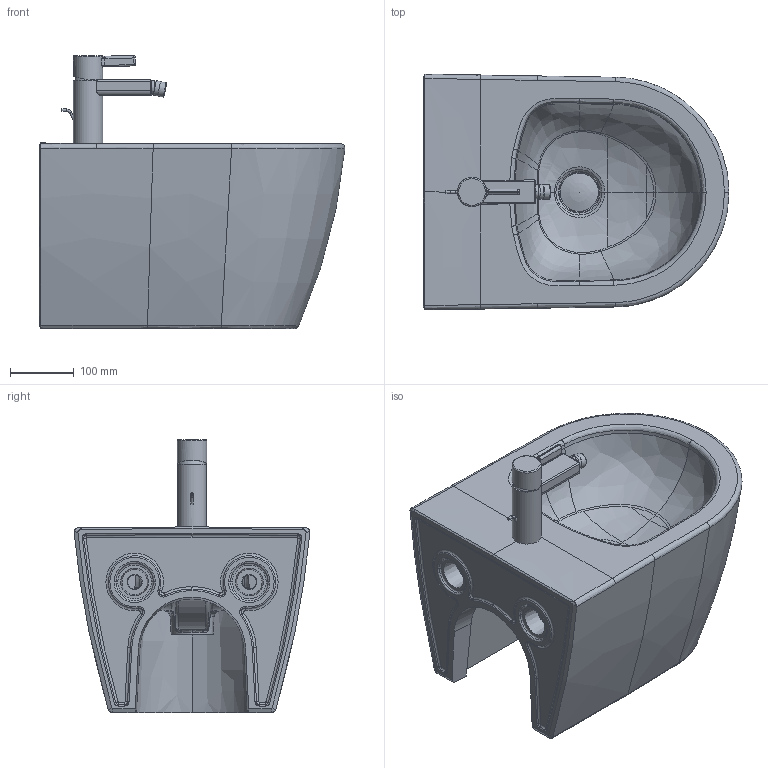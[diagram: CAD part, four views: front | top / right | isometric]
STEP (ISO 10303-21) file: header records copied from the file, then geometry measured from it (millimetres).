
FILE_DESCRIPTION((''),'2;1');
FILE_NAME('229015.stp','2015-09-25T19:09:20',('Administrator'),(''),'Autodesk Inventor 2011','Autodesk Inventor 2011','');
FILE_SCHEMA(('CONFIG_CONTROL_DESIGN'));
Length unit declared in the file: millimetre
Products named in the file (11): 229015; Armatur Durastyle Bidet; Fassung Sieb; Griff; Gehäuse Bidet; Hebel_Ventil; Kugel; Gleitring; Kelch; Stopfen
Assembly tree (10 placements, depth 3):
  229015
    229015
    Armatur Durastyle Bidet
      Fassung Sieb
      Griff
      Gehäuse Bidet
      Hebel_Ventil
      Kugel
      Gleitring
    Kelch
    Stopfen
Bounding box: 480.13 x 370.23 x 428.82 mm (x, y, z)
Volume: 20142445.6 mm3; surface area: 1009313.1 mm2
Topology: 8 solids, 10 shells, 517 faces, 1262 edges, 756 vertices
Faces by surface type: bspline 259, cylinder 100, plane 94, torus 39, sphere 18, cone 7
Full cylindrical faces by diameter (mm): 4 x2, 20.15 x1, 21.15 x1, 21.334 x1, 23.15 x1, 25 x1, 36 x1, 42 x1, 44 x1, 46 x3, 46.241 x1, 60 x1
Entity records: 68711 total; most frequent: CARTESIAN_POINT 57328, ORIENTED_EDGE 2426, DIRECTION 1795, EDGE_CURVE 1215, AXIS2_PLACEMENT_3D 747, VERTEX_POINT 745, EDGE_LOOP 579, FACE_OUTER_BOUND 516
